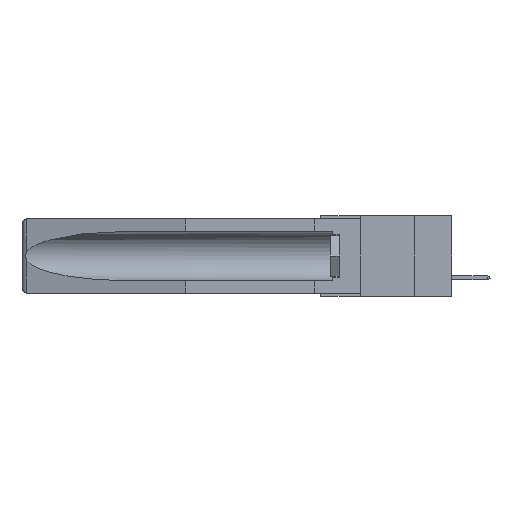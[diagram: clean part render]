
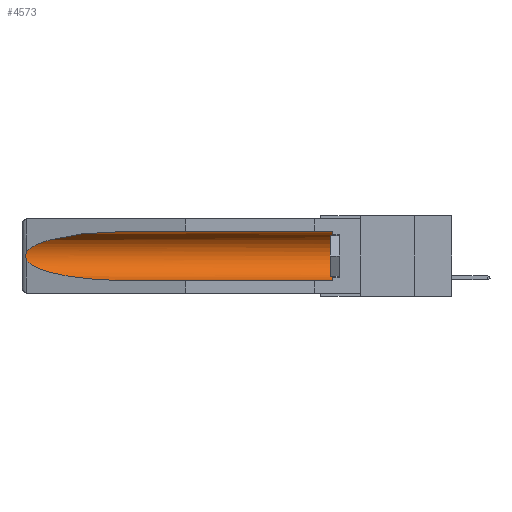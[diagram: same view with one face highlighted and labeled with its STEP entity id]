
A CAD part, left-side view. The second image highlights one B-rep face of the part: STEP entity #4573.
In plain terms, the highlighted cylindrical face has radius 2.857 mm (diameter 5.715 mm), a partial arc.
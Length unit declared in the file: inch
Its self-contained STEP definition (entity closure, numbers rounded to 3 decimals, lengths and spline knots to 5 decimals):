
#8 = B_SPLINE_CURVE_WITH_KNOTS ( 'NONE', 3,
 ( #14601, #16685, #4177, #12730, #18777, #16940, #20993, #2243, #12645, #14680 ),
 .UNSPECIFIED., .F., .F.,
 ( 4, 2, 2, 2, 4 ),
 ( 0., 0.00029, 0.00058, 0.00087, 0.00117 ),
 .UNSPECIFIED. ) ;
#376 = ORIENTED_EDGE ( 'NONE', *, *, #12271, .T. ) ;
#2153 = EDGE_CURVE ( 'NONE', #15534, #19685, #15074, .T. ) ;
#2243 = CARTESIAN_POINT ( 'NONE',  ( 0.26655, 1.53094, -0.18657 ) ) ;
#2992 = AXIS2_PLACEMENT_3D ( 'NONE', #16663, #4229, #18851 ) ;
#3281 = EDGE_CURVE ( 'NONE', #24264, #15534, #24773, .T. ) ;
#3763 = CYLINDRICAL_SURFACE ( 'NONE', #10062, 0.1125 ) ;
#4177 = CARTESIAN_POINT ( 'NONE',  ( 0.26654, 1.53092, -0.15636 ) ) ;
#4229 = DIRECTION ( 'NONE',  ( 0., -1., 0. ) ) ;
#4573 = ADVANCED_FACE ( 'NONE', ( #6679 ), #3763, .F. ) ;
#4853 =( BOUNDED_CURVE ( )  B_SPLINE_CURVE ( 3, ( #22233, #7664, #16167, #18272 ),
 .UNSPECIFIED., .F., .F. ) 
 B_SPLINE_CURVE_WITH_KNOTS ( ( 4, 4 ),
 ( 0.1948, 1.5708 ),
 .UNSPECIFIED. ) 
 CURVE ( )  GEOMETRIC_REPRESENTATION_ITEM ( )  RATIONAL_B_SPLINE_CURVE ( ( 1., 0.848, 0.848, 1. ) ) 
 REPRESENTATION_ITEM ( '' )  );
#5575 = CARTESIAN_POINT ( 'NONE',  ( 0.155, -0.30754, -0.284 ) ) ;
#5948 = CARTESIAN_POINT ( 'NONE',  ( 0.21114, 1.30732, -0.059 ) ) ;
#6679 = FACE_OUTER_BOUND ( 'NONE', #7332, .T. ) ;
#6791 = ORIENTED_EDGE ( 'NONE', *, *, #9541, .F. ) ;
#7332 = EDGE_LOOP ( 'NONE', ( #19724, #14307, #11371, #6791, #376, #7589 ) ) ;
#7589 = ORIENTED_EDGE ( 'NONE', *, *, #3281, .T. ) ;
#7664 = CARTESIAN_POINT ( 'NONE',  ( 0.25451, 1.48313, -0.24835 ) ) ;
#7691 = DIRECTION ( 'NONE',  ( 0., 1., 0. ) ) ;
#9541 = EDGE_CURVE ( 'NONE', #23797, #19798, #23500, .T. ) ;
#10062 = AXIS2_PLACEMENT_3D ( 'NONE', #14129, #26791, #10077 ) ;
#10077 = DIRECTION ( 'NONE',  ( 0., 0., 1. ) ) ;
#10870 = CARTESIAN_POINT ( 'NONE',  ( 0.155, 1.07973, -0.059 ) ) ;
#10965 = VECTOR ( 'NONE', #7691, 39.37008 ) ;
#11371 = ORIENTED_EDGE ( 'NONE', *, *, #26178, .T. ) ;
#12271 = EDGE_CURVE ( 'NONE', #23797, #24264, #24019, .T. ) ;
#12645 = CARTESIAN_POINT ( 'NONE',  ( 0.26597, 1.5296, -0.19026 ) ) ;
#12730 = CARTESIAN_POINT ( 'NONE',  ( 0.2673, 1.5327, -0.16383 ) ) ;
#13716 = CARTESIAN_POINT ( 'NONE',  ( 0.155, -0.30754, -0.059 ) ) ;
#14129 = CARTESIAN_POINT ( 'NONE',  ( 0.155, -0.30754, -0.1715 ) ) ;
#14307 = ORIENTED_EDGE ( 'NONE', *, *, #19601, .T. ) ;
#14601 = CARTESIAN_POINT ( 'NONE',  ( 0.26537, 1.52718, -0.14972 ) ) ;
#14680 = CARTESIAN_POINT ( 'NONE',  ( 0.26537, 1.52718, -0.19328 ) ) ;
#15074 =( BOUNDED_CURVE ( )  B_SPLINE_CURVE ( 3, ( #18466, #5948, #22808, #22637 ),
 .UNSPECIFIED., .F., .F. ) 
 B_SPLINE_CURVE_WITH_KNOTS ( ( 4, 4 ),
 ( 4.71239, 6.08839 ),
 .UNSPECIFIED. ) 
 CURVE ( )  GEOMETRIC_REPRESENTATION_ITEM ( )  RATIONAL_B_SPLINE_CURVE ( ( 1., 0.848, 0.848, 1. ) ) 
 REPRESENTATION_ITEM ( '' )  );
#15534 = VERTEX_POINT ( 'NONE', #10870 ) ;
#16167 = CARTESIAN_POINT ( 'NONE',  ( 0.21114, 1.30732, -0.284 ) ) ;
#16493 = CARTESIAN_POINT ( 'NONE',  ( 0.155, 0.126, -0.284 ) ) ;
#16663 = CARTESIAN_POINT ( 'NONE',  ( 0.155, 0.126, -0.1715 ) ) ;
#16685 = CARTESIAN_POINT ( 'NONE',  ( 0.26597, 1.52961, -0.15275 ) ) ;
#16940 = CARTESIAN_POINT ( 'NONE',  ( 0.2675, 1.53308, -0.17534 ) ) ;
#18272 = CARTESIAN_POINT ( 'NONE',  ( 0.155, 1.07973, -0.284 ) ) ;
#18466 = CARTESIAN_POINT ( 'NONE',  ( 0.155, 1.07973, -0.059 ) ) ;
#18777 = CARTESIAN_POINT ( 'NONE',  ( 0.2675, 1.53308, -0.16763 ) ) ;
#18851 = DIRECTION ( 'NONE',  ( 0., 0., 1. ) ) ;
#19416 = CARTESIAN_POINT ( 'NONE',  ( 0.26537, 1.52718, -0.14972 ) ) ;
#19427 = CARTESIAN_POINT ( 'NONE',  ( 0.155, 0.126, -0.059 ) ) ;
#19601 = EDGE_CURVE ( 'NONE', #19685, #20308, #8, .T. ) ;
#19685 = VERTEX_POINT ( 'NONE', #19416 ) ;
#19724 = ORIENTED_EDGE ( 'NONE', *, *, #2153, .T. ) ;
#19798 = VERTEX_POINT ( 'NONE', #20229 ) ;
#20229 = CARTESIAN_POINT ( 'NONE',  ( 0.155, 1.07973, -0.284 ) ) ;
#20308 = VERTEX_POINT ( 'NONE', #23146 ) ;
#20309 = DIRECTION ( 'NONE',  ( 0., 1., 0. ) ) ;
#20993 = CARTESIAN_POINT ( 'NONE',  ( 0.2673, 1.53269, -0.17917 ) ) ;
#22233 = CARTESIAN_POINT ( 'NONE',  ( 0.26537, 1.52718, -0.19328 ) ) ;
#22637 = CARTESIAN_POINT ( 'NONE',  ( 0.26537, 1.52718, -0.14972 ) ) ;
#22808 = CARTESIAN_POINT ( 'NONE',  ( 0.25451, 1.48313, -0.09465 ) ) ;
#23146 = CARTESIAN_POINT ( 'NONE',  ( 0.26537, 1.52718, -0.19328 ) ) ;
#23500 = LINE ( 'NONE', #5575, #23823 ) ;
#23797 = VERTEX_POINT ( 'NONE', #16493 ) ;
#23823 = VECTOR ( 'NONE', #20309, 39.37008 ) ;
#24019 = CIRCLE ( 'NONE', #2992, 0.1125 ) ;
#24264 = VERTEX_POINT ( 'NONE', #19427 ) ;
#24773 = LINE ( 'NONE', #13716, #10965 ) ;
#26178 = EDGE_CURVE ( 'NONE', #20308, #19798, #4853, .T. ) ;
#26791 = DIRECTION ( 'NONE',  ( 0., 1., 0. ) ) ;
